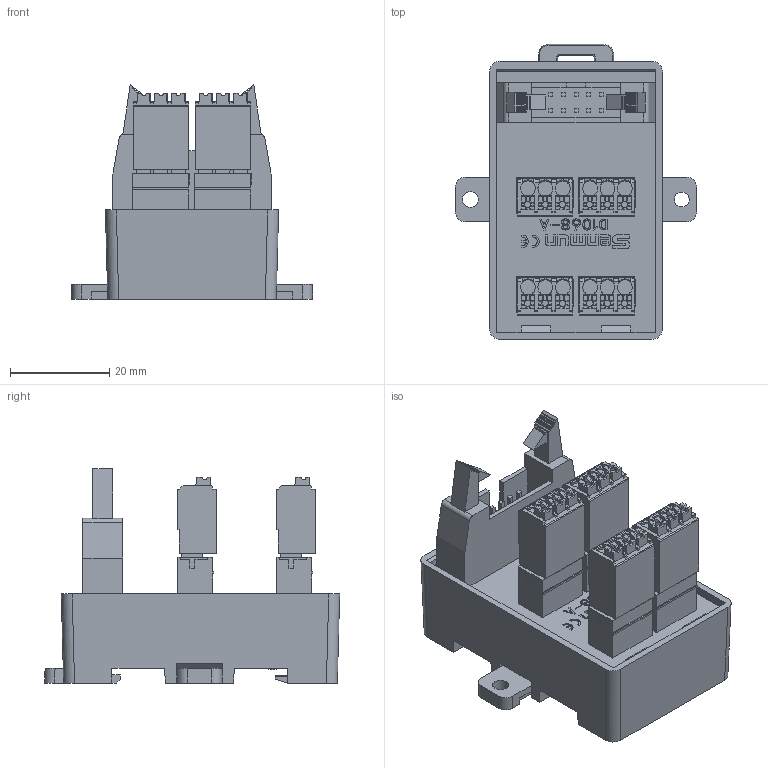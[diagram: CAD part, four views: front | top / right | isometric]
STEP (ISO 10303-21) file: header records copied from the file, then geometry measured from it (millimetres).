
FILE_DESCRIPTION(/* description */ (''),/* implementation_level */ '2;1');
FILE_NAME(/* name */ '',/* time_stamp */ '2025-07-30T08:46:57+08:00',/* author */ (''),/* organization */ (''),/* preprocessor_version */ 'ST-DEVELOPER v14',/* originating_system */ 'SIEMENS PLM Software NX 8.0',/* authorisation */ '');
FILE_SCHEMA (('AP203_CONFIGURATION_CONTROLLED_3D_DESIGN_OF_MECHANICAL_PARTS_AND_ASSEMBLIES_MIM_LF { 1 0 10303 403 2 1 2}'));
Length unit declared in the file: millimetre
Products named in the file (1): DELL05480F516smz
Bounding box: 48.6 x 59.51 x 43.25 mm (x, y, z)
Volume: 39217.6 mm3; surface area: 18905.9 mm2
Topology: 3 solids, 20 shells, 1643 faces, 4587 edges, 3064 vertices
Faces by surface type: plane 1402, cylinder 163, cone 56, extrusion 12, bspline 10
Full cylindrical faces by diameter (mm): 3 x1, 3.2 x1
Entity records: 54048 total; most frequent: CARTESIAN_POINT 11188, ORIENTED_EDGE 9160, DIRECTION 8376, EDGE_CURVE 4580, VECTOR 3844, LINE 3832, VERTEX_POINT 3064, AXIS2_PLACEMENT_3D 2266
